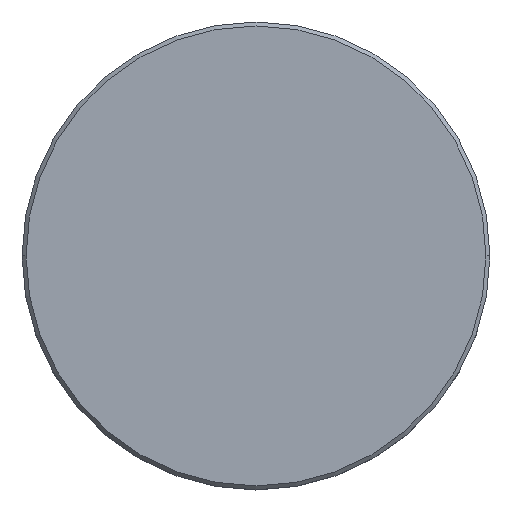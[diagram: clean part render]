
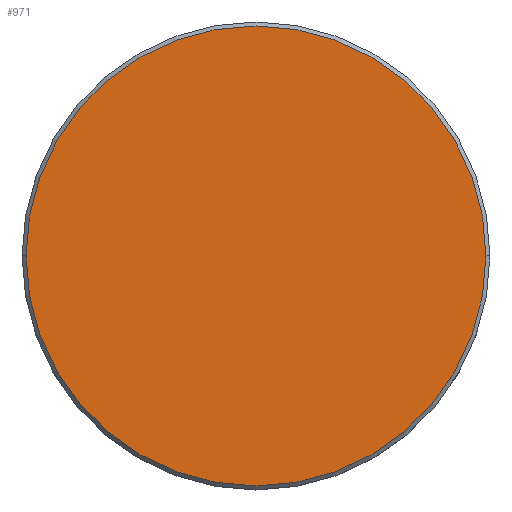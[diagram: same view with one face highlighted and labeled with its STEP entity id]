
A CAD part, top view. The second image highlights one B-rep face of the part: STEP entity #971.
In plain terms, the highlighted planar face has unit normal (0, 0, 1).
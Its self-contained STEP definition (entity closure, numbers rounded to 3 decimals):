
#45 = CARTESIAN_POINT ( 'NONE',  ( 0., 0., 0. ) ) ;
#55 = AXIS2_PLACEMENT_3D ( 'NONE', #45, #1118, #653 ) ;
#127 = EDGE_CURVE ( 'NONE', #383, #214, #1111, .T. ) ;
#182 = CIRCLE ( 'NONE', #446, 29. ) ;
#204 = DIRECTION ( 'NONE',  ( 0., 0., 1. ) ) ;
#208 = CARTESIAN_POINT ( 'NONE',  ( -29., 0., 0. ) ) ;
#214 = VERTEX_POINT ( 'NONE', #1122 ) ;
#341 = DIRECTION ( 'NONE',  ( 0., 0., 1. ) ) ;
#376 = AXIS2_PLACEMENT_3D ( 'NONE', #564, #204, #567 ) ;
#383 = VERTEX_POINT ( 'NONE', #208 ) ;
#387 = ORIENTED_EDGE ( 'NONE', *, *, #519, .T. ) ;
#393 = FACE_OUTER_BOUND ( 'NONE', #837, .T. ) ;
#446 = AXIS2_PLACEMENT_3D ( 'NONE', #990, #341, #1063 ) ;
#519 = EDGE_CURVE ( 'NONE', #214, #383, #182, .T. ) ;
#564 = CARTESIAN_POINT ( 'NONE',  ( 0., 0., 0. ) ) ;
#567 = DIRECTION ( 'NONE',  ( 1., 0., 0. ) ) ;
#653 = DIRECTION ( 'NONE',  ( 1., 0., 0. ) ) ;
#836 = PLANE ( 'NONE',  #376 ) ;
#837 = EDGE_LOOP ( 'NONE', ( #846, #387 ) ) ;
#846 = ORIENTED_EDGE ( 'NONE', *, *, #127, .T. ) ;
#971 = ADVANCED_FACE ( 'NONE', ( #393 ), #836, .T. ) ;
#990 = CARTESIAN_POINT ( 'NONE',  ( 0., 0., 0. ) ) ;
#1063 = DIRECTION ( 'NONE',  ( 1., 0., 0. ) ) ;
#1111 = CIRCLE ( 'NONE', #55, 29. ) ;
#1118 = DIRECTION ( 'NONE',  ( 0., 0., 1. ) ) ;
#1122 = CARTESIAN_POINT ( 'NONE',  ( 29., 0., 0. ) ) ;
